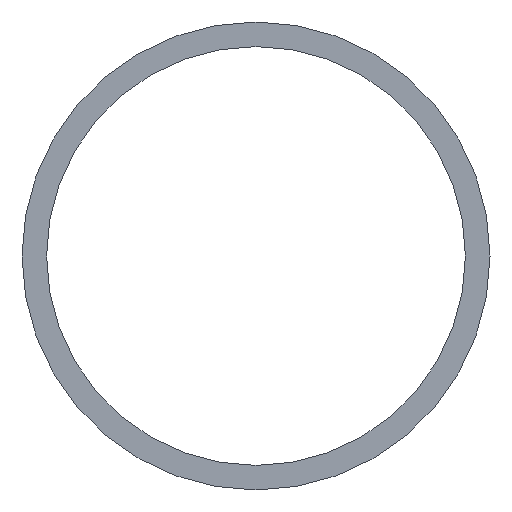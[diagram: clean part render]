
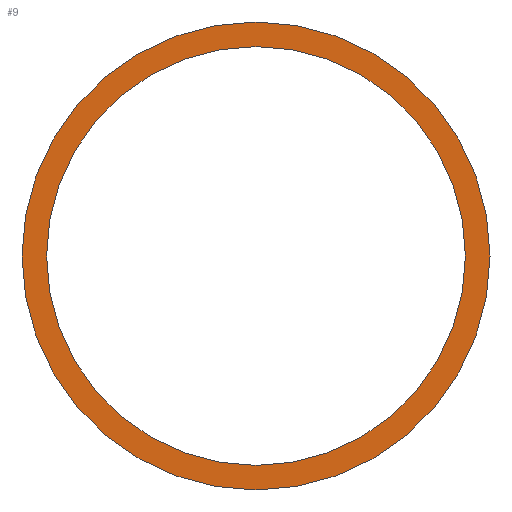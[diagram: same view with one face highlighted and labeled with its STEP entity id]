
A CAD part, left-side view. The second image highlights one B-rep face of the part: STEP entity #9.
In plain terms, the highlighted planar face has unit normal (-1, 0, 0).
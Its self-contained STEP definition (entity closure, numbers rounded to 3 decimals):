
#2 = CARTESIAN_POINT ( 'NONE',  ( -1623., -51.15, 0. ) ) ;
#9 = ADVANCED_FACE ( 'NONE', ( #157, #141 ), #123, .F. ) ;
#18 = CIRCLE ( 'NONE', #47, 51.15 ) ;
#34 = CARTESIAN_POINT ( 'NONE',  ( -1623., 0., 0. ) ) ;
#35 = EDGE_CURVE ( 'NONE', #160, #177, #125, .T. ) ;
#38 = DIRECTION ( 'NONE',  ( 1., 0., 0. ) ) ;
#44 = VERTEX_POINT ( 'NONE', #100 ) ;
#47 = AXIS2_PLACEMENT_3D ( 'NONE', #165, #238, #145 ) ;
#49 = EDGE_LOOP ( 'NONE', ( #50, #248 ) ) ;
#50 = ORIENTED_EDGE ( 'NONE', *, *, #234, .T. ) ;
#58 = DIRECTION ( 'NONE',  ( 0., 1., 0. ) ) ;
#61 = AXIS2_PLACEMENT_3D ( 'NONE', #233, #147, #197 ) ;
#65 = CARTESIAN_POINT ( 'NONE',  ( -1623., -57.15, 0. ) ) ;
#72 = CIRCLE ( 'NONE', #168, 51.15 ) ;
#79 = ORIENTED_EDGE ( 'NONE', *, *, #109, .F. ) ;
#91 = CIRCLE ( 'NONE', #61, 57.15 ) ;
#100 = CARTESIAN_POINT ( 'NONE',  ( -1623., 51.15, 0. ) ) ;
#104 = AXIS2_PLACEMENT_3D ( 'NONE', #210, #178, #192 ) ;
#109 = EDGE_CURVE ( 'NONE', #177, #160, #91, .T. ) ;
#111 = DIRECTION ( 'NONE',  ( 0., 1., 0. ) ) ;
#122 = VERTEX_POINT ( 'NONE', #2 ) ;
#123 = PLANE ( 'NONE',  #104 ) ;
#125 = CIRCLE ( 'NONE', #247, 57.15 ) ;
#127 = DIRECTION ( 'NONE',  ( 1., 0., 0. ) ) ;
#141 = FACE_OUTER_BOUND ( 'NONE', #213, .T. ) ;
#145 = DIRECTION ( 'NONE',  ( 0., 1., 0. ) ) ;
#147 = DIRECTION ( 'NONE',  ( 1., 0., 0. ) ) ;
#157 = FACE_BOUND ( 'NONE', #49, .T. ) ;
#160 = VERTEX_POINT ( 'NONE', #182 ) ;
#164 = CARTESIAN_POINT ( 'NONE',  ( -1623., 0., 0. ) ) ;
#165 = CARTESIAN_POINT ( 'NONE',  ( -1623., 0., 0. ) ) ;
#168 = AXIS2_PLACEMENT_3D ( 'NONE', #164, #38, #111 ) ;
#177 = VERTEX_POINT ( 'NONE', #65 ) ;
#178 = DIRECTION ( 'NONE',  ( 1., 0., 0. ) ) ;
#182 = CARTESIAN_POINT ( 'NONE',  ( -1623., 57.15, 0. ) ) ;
#186 = EDGE_CURVE ( 'NONE', #44, #122, #72, .T. ) ;
#192 = DIRECTION ( 'NONE',  ( 0., 1., 0. ) ) ;
#197 = DIRECTION ( 'NONE',  ( 0., 1., 0. ) ) ;
#210 = CARTESIAN_POINT ( 'NONE',  ( -1623., 0., 0. ) ) ;
#213 = EDGE_LOOP ( 'NONE', ( #79, #224 ) ) ;
#224 = ORIENTED_EDGE ( 'NONE', *, *, #35, .F. ) ;
#233 = CARTESIAN_POINT ( 'NONE',  ( -1623., 0., 0. ) ) ;
#234 = EDGE_CURVE ( 'NONE', #122, #44, #18, .T. ) ;
#238 = DIRECTION ( 'NONE',  ( 1., 0., 0. ) ) ;
#247 = AXIS2_PLACEMENT_3D ( 'NONE', #34, #127, #58 ) ;
#248 = ORIENTED_EDGE ( 'NONE', *, *, #186, .T. ) ;
